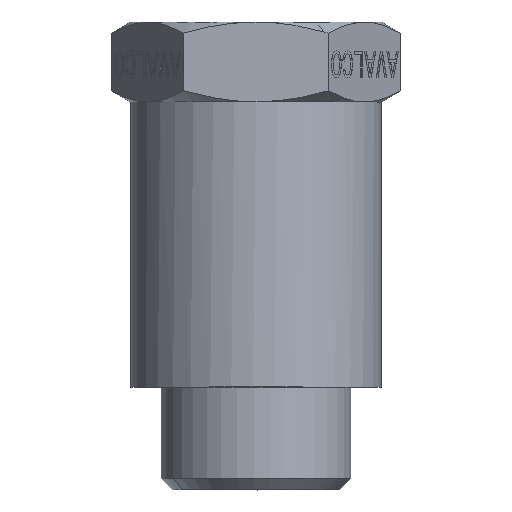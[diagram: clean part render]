
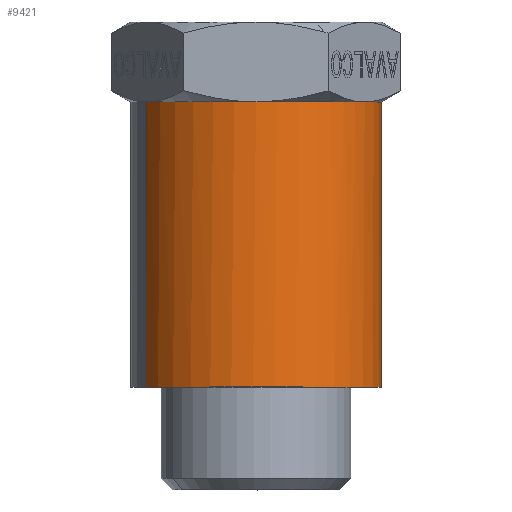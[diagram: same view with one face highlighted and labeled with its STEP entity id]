
A CAD part, top view. The second image highlights one B-rep face of the part: STEP entity #9421.
In plain terms, the highlighted cylindrical face has radius 11 mm (diameter 22 mm), a partial arc.
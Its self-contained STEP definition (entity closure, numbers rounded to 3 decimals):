
#1223=CARTESIAN_POINT('Axis2P3D Location',(0.,17.,0.)) ;
#1232=CARTESIAN_POINT('Vertex',(-9.653,34.,5.274)) ;
#1249=CARTESIAN_POINT('Vertex',(9.653,34.,-5.274)) ;
#1252=CARTESIAN_POINT('Line Origine',(9.653,21.5,-5.274)) ;
#1256=CARTESIAN_POINT('Vertex',(9.653,9.,-5.274)) ;
#1263=CARTESIAN_POINT('Vertex',(-9.653,9.,5.274)) ;
#1266=CARTESIAN_POINT('Line Origine',(-9.653,21.5,5.274)) ;
#1287=CARTESIAN_POINT('Axis2P3D Location',(0.,9.,0.)) ;
#1321=CARTESIAN_POINT('Vertex',(5.274,34.,9.653)) ;
#1324=CARTESIAN_POINT('Axis2P3D Location',(0.,34.,0.)) ;
#1328=CARTESIAN_POINT('Vertex',(9.526,34.,5.5)) ;
#1353=CARTESIAN_POINT('Axis2P3D Location',(0.,34.,0.)) ;
#1357=CARTESIAN_POINT('Vertex',(0.,34.,11.)) ;
#1373=CARTESIAN_POINT('Axis2P3D Location',(0.,34.,0.)) ;
#1377=CARTESIAN_POINT('Vertex',(-9.526,34.,5.5)) ;
#9401=CARTESIAN_POINT('Axis2P3D Location',(0.,34.,0.)) ;
#9406=CARTESIAN_POINT('Axis2P3D Location',(0.,34.,0.)) ;
#1224=DIRECTION('Axis2P3D Direction',(0.,1.,0.)) ;
#1225=DIRECTION('Axis2P3D XDirection',(-0.878,0.,0.479)) ;
#1253=DIRECTION('Vector Direction',(0.,1.,0.)) ;
#1267=DIRECTION('Vector Direction',(0.,1.,0.)) ;
#1288=DIRECTION('Axis2P3D Direction',(0.,1.,0.)) ;
#1325=DIRECTION('Axis2P3D Direction',(0.,1.,0.)) ;
#1354=DIRECTION('Axis2P3D Direction',(0.,1.,0.)) ;
#1374=DIRECTION('Axis2P3D Direction',(0.,1.,0.)) ;
#9402=DIRECTION('Axis2P3D Direction',(0.,1.,0.)) ;
#9407=DIRECTION('Axis2P3D Direction',(0.,1.,0.)) ;
#1226=AXIS2_PLACEMENT_3D('Cylinder Axis2P3D',#1223,#1224,#1225) ;
#1289=AXIS2_PLACEMENT_3D('Circle Axis2P3D',#1287,#1288,$) ;
#1326=AXIS2_PLACEMENT_3D('Circle Axis2P3D',#1324,#1325,$) ;
#1355=AXIS2_PLACEMENT_3D('Circle Axis2P3D',#1353,#1354,$) ;
#1375=AXIS2_PLACEMENT_3D('Circle Axis2P3D',#1373,#1374,$) ;
#9403=AXIS2_PLACEMENT_3D('Circle Axis2P3D',#9401,#9402,$) ;
#9408=AXIS2_PLACEMENT_3D('Circle Axis2P3D',#9406,#9407,$) ;
#9412=ORIENTED_EDGE('',*,*,#9405,.F.) ;
#9413=ORIENTED_EDGE('',*,*,#1330,.F.) ;
#9414=ORIENTED_EDGE('',*,*,#1359,.F.) ;
#9415=ORIENTED_EDGE('',*,*,#1379,.F.) ;
#9416=ORIENTED_EDGE('',*,*,#9410,.F.) ;
#9417=ORIENTED_EDGE('',*,*,#1270,.T.) ;
#9418=ORIENTED_EDGE('',*,*,#1291,.T.) ;
#9419=ORIENTED_EDGE('',*,*,#1258,.F.) ;
#1254=VECTOR('Line Direction',#1253,1.) ;
#1268=VECTOR('Line Direction',#1267,1.) ;
#9421=ADVANCED_FACE('Corps principal',(#9420),#1227,.T.) ;
#1290=CIRCLE('generated circle',#1289,11.) ;
#1327=CIRCLE('generated circle',#1326,11.) ;
#1356=CIRCLE('generated circle',#1355,11.) ;
#1376=CIRCLE('generated circle',#1375,11.) ;
#9404=CIRCLE('generated circle',#9403,11.) ;
#9409=CIRCLE('generated circle',#9408,11.) ;
#1227=CYLINDRICAL_SURFACE('generated cylinder',#1226,11.) ;
#1258=EDGE_CURVE('',#1250,#1257,#1255,.F.) ;
#1270=EDGE_CURVE('',#1233,#1264,#1269,.F.) ;
#1291=EDGE_CURVE('',#1264,#1257,#1290,.T.) ;
#1330=EDGE_CURVE('',#1322,#1329,#1327,.T.) ;
#1359=EDGE_CURVE('',#1358,#1322,#1356,.T.) ;
#1379=EDGE_CURVE('',#1378,#1358,#1376,.T.) ;
#9405=EDGE_CURVE('',#1329,#1250,#9404,.T.) ;
#9410=EDGE_CURVE('',#1233,#1378,#9409,.T.) ;
#9411=EDGE_LOOP('',(#9412,#9413,#9414,#9415,#9416,#9417,#9418,#9419)) ;
#9420=FACE_OUTER_BOUND('',#9411,.T.) ;
#1255=LINE('Line',#1252,#1254) ;
#1269=LINE('Line',#1266,#1268) ;
#1233=VERTEX_POINT('',#1232) ;
#1250=VERTEX_POINT('',#1249) ;
#1257=VERTEX_POINT('',#1256) ;
#1264=VERTEX_POINT('',#1263) ;
#1322=VERTEX_POINT('',#1321) ;
#1329=VERTEX_POINT('',#1328) ;
#1358=VERTEX_POINT('',#1357) ;
#1378=VERTEX_POINT('',#1377) ;
